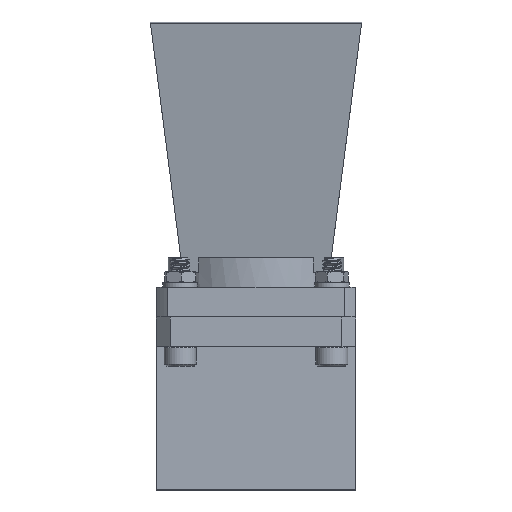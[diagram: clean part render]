
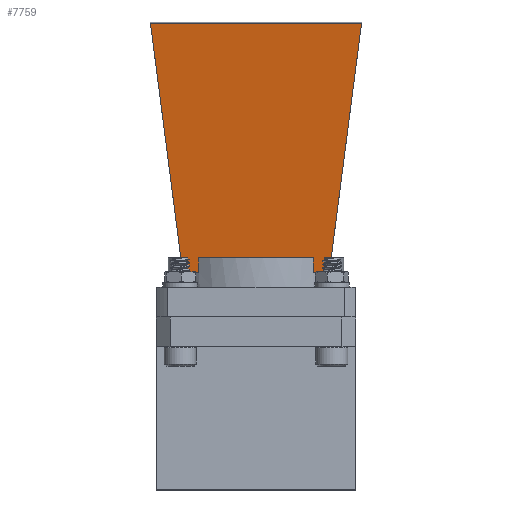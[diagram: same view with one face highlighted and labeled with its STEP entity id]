
A CAD part, front view. The second image highlights one B-rep face of the part: STEP entity #7759.
In plain terms, the highlighted face is planar.
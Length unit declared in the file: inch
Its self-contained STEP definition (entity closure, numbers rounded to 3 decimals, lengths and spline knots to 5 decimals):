
#7 = CARTESIAN_POINT ( 'NONE',  ( 0.575, 0.375, 0.3372 ) ) ;
#37 = DIRECTION ( 'NONE',  ( 1., 0., 0. ) ) ;
#247 = CARTESIAN_POINT ( 'NONE',  ( -1.37581, 0.5, 0.35555 ) ) ;
#259 = VECTOR ( 'NONE', #4136, 39.37008 ) ;
#263 = DIRECTION ( 'NONE',  ( 0.127, -0.981, -0.144 ) ) ;
#413 = VERTEX_POINT ( 'NONE', #1745 ) ;
#817 = LINE ( 'NONE', #3111, #5690 ) ;
#840 = LINE ( 'NONE', #10568, #7492 ) ;
#954 = CARTESIAN_POINT ( 'NONE',  ( -0.482, 0.375, 0.3372 ) ) ;
#1031 = EDGE_LOOP ( 'NONE', ( #6628, #1252, #10508, #4467, #5580, #1555, #2299, #10798, #8008, #4562, #9088, #4205 ) ) ;
#1252 = ORIENTED_EDGE ( 'NONE', *, *, #3628, .T. ) ;
#1512 = CARTESIAN_POINT ( 'NONE',  ( -0.482, 0.375, 0.3372 ) ) ;
#1555 = ORIENTED_EDGE ( 'NONE', *, *, #7224, .T. ) ;
#1573 = VECTOR ( 'NONE', #2436, 39.37008 ) ;
#1745 = CARTESIAN_POINT ( 'NONE',  ( -0.63504, 0.5, 0.35555 ) ) ;
#2202 = CARTESIAN_POINT ( 'NONE',  ( -0.482, 0.47617, 0.35206 ) ) ;
#2219 = LINE ( 'NONE', #954, #9410 ) ;
#2299 = ORIENTED_EDGE ( 'NONE', *, *, #5585, .F. ) ;
#2329 = LINE ( 'NONE', #9603, #5275 ) ;
#2436 = DIRECTION ( 'NONE',  ( -0.127, -0.981, -0.144 ) ) ;
#2477 = VERTEX_POINT ( 'NONE', #8468 ) ;
#2490 = LINE ( 'NONE', #4233, #9799 ) ;
#2531 = VECTOR ( 'NONE', #8047, 39.37008 ) ;
#2563 = VERTEX_POINT ( 'NONE', #7 ) ;
#2908 = VERTEX_POINT ( 'NONE', #6556 ) ;
#2964 = LINE ( 'NONE', #10125, #6468 ) ;
#3111 = CARTESIAN_POINT ( 'NONE',  ( -1.37581, 0.5, 0.35555 ) ) ;
#3120 = LINE ( 'NONE', #7195, #3932 ) ;
#3320 = DIRECTION ( 'NONE',  ( -1., 0., 0. ) ) ;
#3351 = EDGE_CURVE ( 'NONE', #6870, #5563, #6171, .T. ) ;
#3628 = EDGE_CURVE ( 'NONE', #413, #3660, #6571, .T. ) ;
#3660 = VERTEX_POINT ( 'NONE', #7508 ) ;
#3697 = VECTOR ( 'NONE', #10026, 39.37008 ) ;
#3932 = VECTOR ( 'NONE', #263, 39.37008 ) ;
#3984 = DIRECTION ( 'NONE',  ( 0., -0.989, -0.145 ) ) ;
#4136 = DIRECTION ( 'NONE',  ( 1., 0., 0. ) ) ;
#4143 = CARTESIAN_POINT ( 'NONE',  ( 0.482, 0.47617, 0.35206 ) ) ;
#4205 = ORIENTED_EDGE ( 'NONE', *, *, #7862, .F. ) ;
#4233 = CARTESIAN_POINT ( 'NONE',  ( 0.482, 0.375, 0.3372 ) ) ;
#4357 = VECTOR ( 'NONE', #7644, 39.37008 ) ;
#4386 = DIRECTION ( 'NONE',  ( 0., 0.989, 0.145 ) ) ;
#4467 = ORIENTED_EDGE ( 'NONE', *, *, #6608, .F. ) ;
#4562 = ORIENTED_EDGE ( 'NONE', *, *, #7724, .T. ) ;
#4968 = CARTESIAN_POINT ( 'NONE',  ( -0.89075, 2.4803, 0.64624 ) ) ;
#5004 = LINE ( 'NONE', #6815, #259 ) ;
#5152 = LINE ( 'NONE', #4143, #4357 ) ;
#5275 = VECTOR ( 'NONE', #37, 39.37008 ) ;
#5490 = CARTESIAN_POINT ( 'NONE',  ( -3.03073, 0.25, 0.31886 ) ) ;
#5563 = VERTEX_POINT ( 'NONE', #6790 ) ;
#5580 = ORIENTED_EDGE ( 'NONE', *, *, #6300, .F. ) ;
#5585 = EDGE_CURVE ( 'NONE', #10563, #2477, #5152, .T. ) ;
#5690 = VECTOR ( 'NONE', #10954, 39.37008 ) ;
#5737 = LINE ( 'NONE', #2202, #3697 ) ;
#5762 = PLANE ( 'NONE',  #7326 ) ;
#6155 = CARTESIAN_POINT ( 'NONE',  ( -0.575, 0.375, 0.3372 ) ) ;
#6171 = LINE ( 'NONE', #9134, #1573 ) ;
#6300 = EDGE_CURVE ( 'NONE', #2908, #10269, #5737, .T. ) ;
#6418 = EDGE_CURVE ( 'NONE', #2563, #10563, #2490, .T. ) ;
#6468 = VECTOR ( 'NONE', #6631, 39.37008 ) ;
#6556 = CARTESIAN_POINT ( 'NONE',  ( -0.482, 0.5, 0.35555 ) ) ;
#6571 = LINE ( 'NONE', #247, #2531 ) ;
#6608 = EDGE_CURVE ( 'NONE', #10269, #9005, #2219, .T. ) ;
#6628 = ORIENTED_EDGE ( 'NONE', *, *, #8101, .T. ) ;
#6631 = DIRECTION ( 'NONE',  ( 0., -0.989, -0.145 ) ) ;
#6655 = EDGE_CURVE ( 'NONE', #9005, #3660, #840, .T. ) ;
#6790 = CARTESIAN_POINT ( 'NONE',  ( 0.63504, 0.5, 0.35555 ) ) ;
#6815 = CARTESIAN_POINT ( 'NONE',  ( -3.03073, 2.4803, 0.64624 ) ) ;
#6870 = VERTEX_POINT ( 'NONE', #7483 ) ;
#7195 = CARTESIAN_POINT ( 'NONE',  ( -0.64175, 0.55197, 0.36318 ) ) ;
#7224 = EDGE_CURVE ( 'NONE', #2908, #2477, #2329, .T. ) ;
#7326 = AXIS2_PLACEMENT_3D ( 'NONE', #5490, #9182, #3984 ) ;
#7483 = CARTESIAN_POINT ( 'NONE',  ( 0.89075, 2.4803, 0.64624 ) ) ;
#7492 = VECTOR ( 'NONE', #4386, 39.37008 ) ;
#7508 = CARTESIAN_POINT ( 'NONE',  ( -0.575, 0.5, 0.35555 ) ) ;
#7644 = DIRECTION ( 'NONE',  ( 0., 0.989, 0.145 ) ) ;
#7724 = EDGE_CURVE ( 'NONE', #10641, #5563, #817, .T. ) ;
#7759 = ADVANCED_FACE ( 'NONE', ( #8001 ), #5762, .T. ) ;
#7862 = EDGE_CURVE ( 'NONE', #9578, #6870, #5004, .T. ) ;
#8001 = FACE_OUTER_BOUND ( 'NONE', #1031, .T. ) ;
#8008 = ORIENTED_EDGE ( 'NONE', *, *, #9559, .F. ) ;
#8011 = DIRECTION ( 'NONE',  ( -1., 0., 0. ) ) ;
#8047 = DIRECTION ( 'NONE',  ( 1., 0., 0. ) ) ;
#8101 = EDGE_CURVE ( 'NONE', #9578, #413, #3120, .T. ) ;
#8438 = CARTESIAN_POINT ( 'NONE',  ( 0.575, 0.5, 0.35555 ) ) ;
#8468 = CARTESIAN_POINT ( 'NONE',  ( 0.482, 0.5, 0.35555 ) ) ;
#9005 = VERTEX_POINT ( 'NONE', #6155 ) ;
#9088 = ORIENTED_EDGE ( 'NONE', *, *, #3351, .F. ) ;
#9134 = CARTESIAN_POINT ( 'NONE',  ( 0.64175, 0.55197, 0.36318 ) ) ;
#9182 = DIRECTION ( 'NONE',  ( 0., -0.145, 0.989 ) ) ;
#9410 = VECTOR ( 'NONE', #8011, 39.37008 ) ;
#9559 = EDGE_CURVE ( 'NONE', #10641, #2563, #2964, .T. ) ;
#9578 = VERTEX_POINT ( 'NONE', #4968 ) ;
#9603 = CARTESIAN_POINT ( 'NONE',  ( -1.37581, 0.5, 0.35555 ) ) ;
#9799 = VECTOR ( 'NONE', #3320, 39.37008 ) ;
#10026 = DIRECTION ( 'NONE',  ( 0., -0.989, -0.145 ) ) ;
#10125 = CARTESIAN_POINT ( 'NONE',  ( 0.575, 0.47617, 0.35206 ) ) ;
#10269 = VERTEX_POINT ( 'NONE', #1512 ) ;
#10327 = CARTESIAN_POINT ( 'NONE',  ( 0.482, 0.375, 0.3372 ) ) ;
#10508 = ORIENTED_EDGE ( 'NONE', *, *, #6655, .F. ) ;
#10563 = VERTEX_POINT ( 'NONE', #10327 ) ;
#10568 = CARTESIAN_POINT ( 'NONE',  ( -0.575, 0.47617, 0.35206 ) ) ;
#10641 = VERTEX_POINT ( 'NONE', #8438 ) ;
#10798 = ORIENTED_EDGE ( 'NONE', *, *, #6418, .F. ) ;
#10954 = DIRECTION ( 'NONE',  ( 1., 0., 0. ) ) ;
